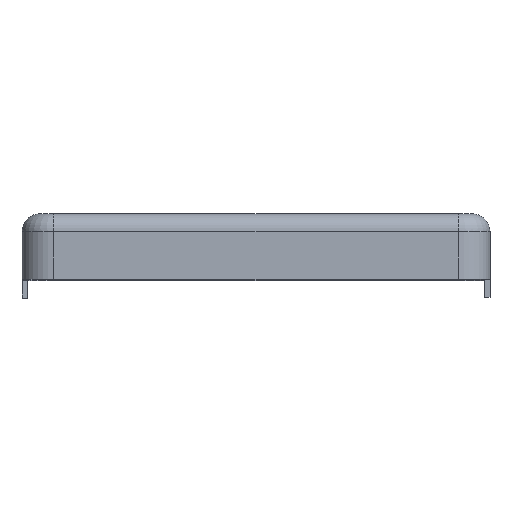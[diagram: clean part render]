
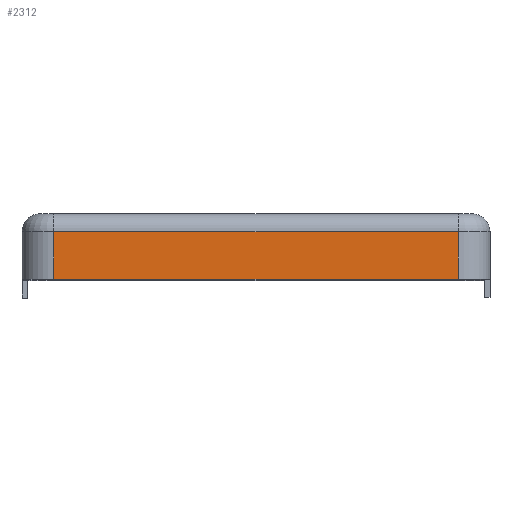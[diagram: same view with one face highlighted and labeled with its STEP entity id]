
A CAD part, top view. The second image highlights one B-rep face of the part: STEP entity #2312.
In plain terms, the highlighted planar face has unit normal (0, 0, 1).
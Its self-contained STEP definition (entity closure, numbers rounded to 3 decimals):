
#49 = EDGE_CURVE ( 'NONE', #1247, #1949, #962, .T. ) ;
#53 = VECTOR ( 'NONE', #1128, 1000. ) ;
#66 = CARTESIAN_POINT ( 'NONE',  ( -11.4, -1., 20.5 ) ) ;
#172 = ORIENTED_EDGE ( 'NONE', *, *, #1236, .T. ) ;
#197 = LINE ( 'NONE', #2245, #53 ) ;
#332 = VERTEX_POINT ( 'NONE', #2148 ) ;
#344 = ORIENTED_EDGE ( 'NONE', *, *, #745, .F. ) ;
#485 = ORIENTED_EDGE ( 'NONE', *, *, #49, .F. ) ;
#534 = VECTOR ( 'NONE', #1674, 1000. ) ;
#607 = CARTESIAN_POINT ( 'NONE',  ( -11.4, 0., 20.5 ) ) ;
#694 = DIRECTION ( 'NONE',  ( 1., 0., 0. ) ) ;
#745 = EDGE_CURVE ( 'NONE', #1346, #1247, #2873, .T. ) ;
#962 = LINE ( 'NONE', #1089, #2096 ) ;
#1089 = CARTESIAN_POINT ( 'NONE',  ( 11.4, 0., 20.5 ) ) ;
#1094 = CARTESIAN_POINT ( 'NONE',  ( 11.4, -3.7, 20.5 ) ) ;
#1128 = DIRECTION ( 'NONE',  ( 0., -1., 0. ) ) ;
#1236 = EDGE_CURVE ( 'NONE', #332, #1949, #2033, .T. ) ;
#1247 = VERTEX_POINT ( 'NONE', #2267 ) ;
#1346 = VERTEX_POINT ( 'NONE', #66 ) ;
#1432 = VECTOR ( 'NONE', #694, 1000. ) ;
#1504 = DIRECTION ( 'NONE',  ( 0., 0., 1. ) ) ;
#1536 = DIRECTION ( 'NONE',  ( 0., -1., 0. ) ) ;
#1642 = CARTESIAN_POINT ( 'NONE',  ( -11.4, -1., 20.5 ) ) ;
#1667 = EDGE_LOOP ( 'NONE', ( #172, #485, #344, #2371 ) ) ;
#1674 = DIRECTION ( 'NONE',  ( 1., 0., 0. ) ) ;
#1941 = DIRECTION ( 'NONE',  ( 1., 0., 0. ) ) ;
#1949 = VERTEX_POINT ( 'NONE', #1094 ) ;
#2033 = LINE ( 'NONE', #2036, #1432 ) ;
#2036 = CARTESIAN_POINT ( 'NONE',  ( -11.4, -3.7, 20.5 ) ) ;
#2096 = VECTOR ( 'NONE', #1536, 1000. ) ;
#2105 = FACE_OUTER_BOUND ( 'NONE', #1667, .T. ) ;
#2148 = CARTESIAN_POINT ( 'NONE',  ( -11.4, -3.7, 20.5 ) ) ;
#2245 = CARTESIAN_POINT ( 'NONE',  ( -11.4, 0., 20.5 ) ) ;
#2267 = CARTESIAN_POINT ( 'NONE',  ( 11.4, -1., 20.5 ) ) ;
#2312 = ADVANCED_FACE ( 'NONE', ( #2105 ), #2645, .T. ) ;
#2371 = ORIENTED_EDGE ( 'NONE', *, *, #2817, .T. ) ;
#2645 = PLANE ( 'NONE',  #2661 ) ;
#2661 = AXIS2_PLACEMENT_3D ( 'NONE', #607, #1504, #1941 ) ;
#2817 = EDGE_CURVE ( 'NONE', #1346, #332, #197, .T. ) ;
#2873 = LINE ( 'NONE', #1642, #534 ) ;
